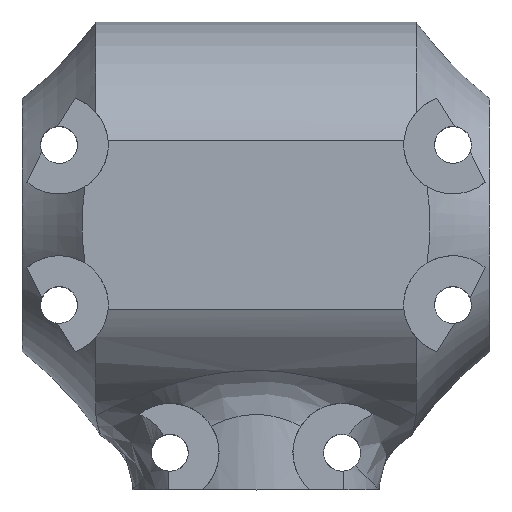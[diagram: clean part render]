
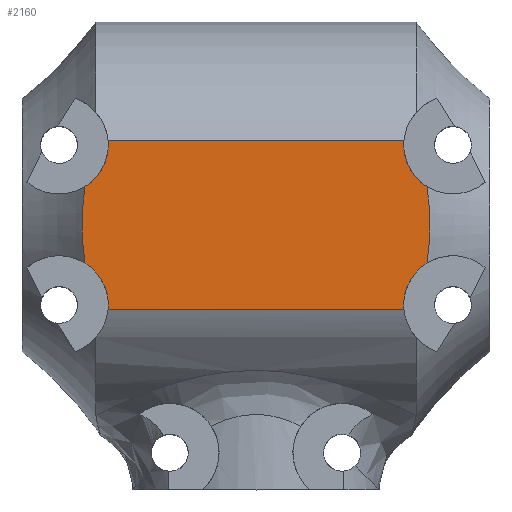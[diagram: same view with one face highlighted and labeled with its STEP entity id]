
A CAD part, top view. The second image highlights one B-rep face of the part: STEP entity #2160.
In plain terms, the highlighted planar face has unit normal (0, 0, 1).
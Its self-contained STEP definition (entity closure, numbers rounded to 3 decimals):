
#108=B_SPLINE_CURVE_WITH_KNOTS('',3,(#3803,#3804,#3805,#3806,#3807,#3808),
 .UNSPECIFIED.,.F.,.F.,(4,2,4),(14.772,15.068,15.365),
 .UNSPECIFIED.);
#112=B_SPLINE_CURVE_WITH_KNOTS('',3,(#3852,#3853,#3854,#3855,#3856,#3857),
 .UNSPECIFIED.,.F.,.F.,(4,2,4),(14.772,15.068,15.365),
 .UNSPECIFIED.);
#282=FACE_OUTER_BOUND('',#399,.T.);
#399=EDGE_LOOP('',(#1676,#1677,#1678,#1679,#1680,#1681,#1682,#1683));
#497=CIRCLE('',#2284,4.);
#503=CIRCLE('',#2293,4.);
#528=CIRCLE('',#2345,4.);
#529=CIRCLE('',#2348,4.);
#636=LINE('',#3745,#742);
#646=LINE('',#3820,#752);
#742=VECTOR('',#2651,10.);
#752=VECTOR('',#2721,10.);
#854=VERTEX_POINT('',#3227);
#855=VERTEX_POINT('',#3228);
#866=VERTEX_POINT('',#3296);
#867=VERTEX_POINT('',#3297);
#897=VERTEX_POINT('',#3744);
#908=VERTEX_POINT('',#3819);
#910=VERTEX_POINT('',#3830);
#911=VERTEX_POINT('',#3851);
#1094=EDGE_CURVE('',#854,#855,#497,.T.);
#1107=EDGE_CURVE('',#866,#867,#503,.T.);
#1155=EDGE_CURVE('',#897,#854,#636,.T.);
#1176=EDGE_CURVE('',#855,#866,#108,.T.);
#1182=EDGE_CURVE('',#867,#908,#646,.T.);
#1185=EDGE_CURVE('',#908,#910,#528,.T.);
#1188=EDGE_CURVE('',#910,#911,#112,.T.);
#1191=EDGE_CURVE('',#911,#897,#529,.T.);
#1676=ORIENTED_EDGE('',*,*,#1182,.T.);
#1677=ORIENTED_EDGE('',*,*,#1185,.T.);
#1678=ORIENTED_EDGE('',*,*,#1188,.T.);
#1679=ORIENTED_EDGE('',*,*,#1191,.T.);
#1680=ORIENTED_EDGE('',*,*,#1155,.T.);
#1681=ORIENTED_EDGE('',*,*,#1094,.T.);
#1682=ORIENTED_EDGE('',*,*,#1176,.T.);
#1683=ORIENTED_EDGE('',*,*,#1107,.T.);
#2086=PLANE('',#2349);
#2160=ADVANCED_FACE('',(#282),#2086,.T.);
#2284=AXIS2_PLACEMENT_3D('',#3229,#2584,#2585);
#2293=AXIS2_PLACEMENT_3D('',#3298,#2602,#2603);
#2345=AXIS2_PLACEMENT_3D('',#3831,#2726,#2727);
#2348=AXIS2_PLACEMENT_3D('',#3877,#2732,#2733);
#2349=AXIS2_PLACEMENT_3D('',#3878,#2734,#2735);
#2584=DIRECTION('center_axis',(0.,0.,-1.));
#2585=DIRECTION('ref_axis',(1.,0.,0.));
#2602=DIRECTION('center_axis',(0.,0.,-1.));
#2603=DIRECTION('ref_axis',(1.,0.,0.));
#2651=DIRECTION('',(-1.,0.,0.));
#2721=DIRECTION('',(1.,0.,0.));
#2726=DIRECTION('center_axis',(0.,0.,-1.));
#2727=DIRECTION('ref_axis',(-0.867,0.498,0.));
#2732=DIRECTION('center_axis',(0.,0.,-1.));
#2733=DIRECTION('ref_axis',(-0.867,-0.498,0.));
#2734=DIRECTION('center_axis',(0.,0.,1.));
#2735=DIRECTION('ref_axis',(1.,0.,0.));
#3227=CARTESIAN_POINT('',(-12.018,15.374,15.));
#3228=CARTESIAN_POINT('',(-13.895,11.599,15.));
#3229=CARTESIAN_POINT('Origin',(-16.,15.,15.));
#3296=CARTESIAN_POINT('',(-13.895,5.401,15.));
#3297=CARTESIAN_POINT('',(-12.018,1.626,15.));
#3298=CARTESIAN_POINT('Origin',(-16.,2.,15.));
#3744=CARTESIAN_POINT('',(12.018,15.374,15.));
#3745=CARTESIAN_POINT('',(-12.,15.374,15.));
#3803=CARTESIAN_POINT('Ctrl Pts',(-13.895,11.599,15.));
#3804=CARTESIAN_POINT('Ctrl Pts',(-14.065,10.54,15.));
#3805=CARTESIAN_POINT('Ctrl Pts',(-14.151,9.488,15.));
#3806=CARTESIAN_POINT('Ctrl Pts',(-14.151,7.512,15.));
#3807=CARTESIAN_POINT('Ctrl Pts',(-14.065,6.46,15.));
#3808=CARTESIAN_POINT('Ctrl Pts',(-13.895,5.401,15.));
#3819=CARTESIAN_POINT('',(12.018,1.626,15.));
#3820=CARTESIAN_POINT('',(-12.,1.626,15.));
#3830=CARTESIAN_POINT('',(13.895,5.401,15.));
#3831=CARTESIAN_POINT('Origin',(16.,2.,15.));
#3851=CARTESIAN_POINT('',(13.895,11.599,15.));
#3852=CARTESIAN_POINT('Ctrl Pts',(13.895,5.401,15.));
#3853=CARTESIAN_POINT('Ctrl Pts',(14.065,6.46,15.));
#3854=CARTESIAN_POINT('Ctrl Pts',(14.151,7.512,15.));
#3855=CARTESIAN_POINT('Ctrl Pts',(14.151,9.488,15.));
#3856=CARTESIAN_POINT('Ctrl Pts',(14.065,10.54,15.));
#3857=CARTESIAN_POINT('Ctrl Pts',(13.895,11.599,15.));
#3877=CARTESIAN_POINT('Origin',(16.,15.,15.));
#3878=CARTESIAN_POINT('Origin',(0.,5.997,15.));
